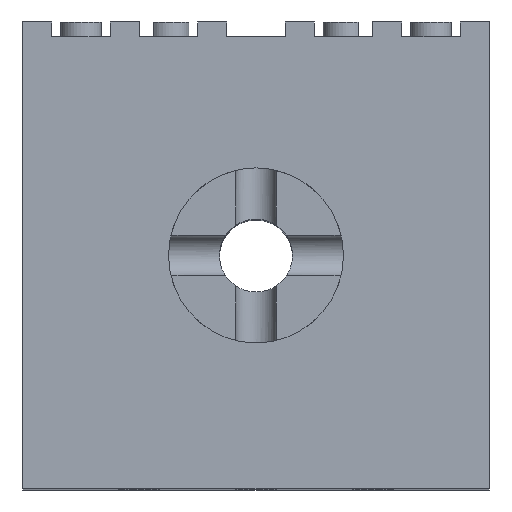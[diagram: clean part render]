
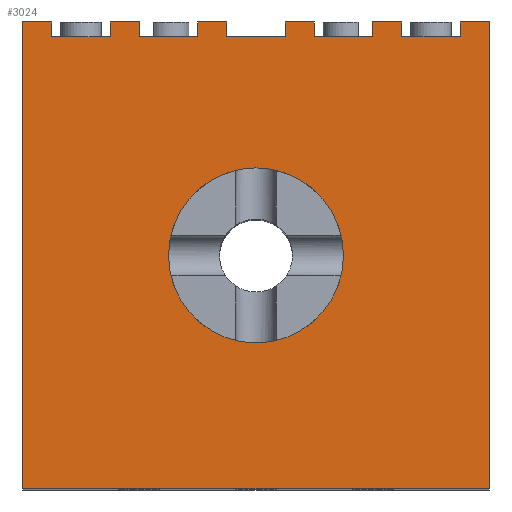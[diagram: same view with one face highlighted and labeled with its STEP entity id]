
A CAD part, top view. The second image highlights one B-rep face of the part: STEP entity #3024.
In plain terms, the highlighted planar face has unit normal (0, 0, 1).
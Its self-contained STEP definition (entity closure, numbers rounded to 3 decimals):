
#225=FACE_BOUND('',#506,.T.);
#298=PLANE('',#3246);
#362=FACE_OUTER_BOUND('',#505,.T.);
#505=EDGE_LOOP('',(#2175,#2176,#2177,#2178,#2179,#2180,#2181,#2182,#2183,
#2184,#2185,#2186,#2187,#2188,#2189,#2190,#2191,#2192,#2193,#2194,#2195,
#2196,#2197,#2198));
#506=EDGE_LOOP('',(#2199));
#676=CIRCLE('',#3247,6.);
#720=LINE('',#4538,#918);
#737=LINE('',#4581,#935);
#741=LINE('',#4589,#939);
#748=LINE('',#4626,#946);
#758=LINE('',#4650,#956);
#769=LINE('',#4674,#967);
#774=LINE('',#4698,#972);
#780=LINE('',#4710,#978);
#782=LINE('',#4713,#980);
#787=LINE('',#4737,#985);
#793=LINE('',#4749,#991);
#795=LINE('',#4752,#993);
#802=LINE('',#4809,#1000);
#803=LINE('',#4812,#1001);
#806=LINE('',#4826,#1004);
#811=LINE('',#4838,#1009);
#812=LINE('',#4842,#1010);
#814=LINE('',#4849,#1012);
#819=LINE('',#4858,#1017);
#821=LINE('',#4861,#1019);
#822=LINE('',#4869,#1020);
#823=LINE('',#4871,#1021);
#824=LINE('',#4873,#1022);
#825=LINE('',#4874,#1023);
#918=VECTOR('',#3542,10.);
#935=VECTOR('',#3573,10.);
#939=VECTOR('',#3583,10.);
#946=VECTOR('',#3620,10.);
#956=VECTOR('',#3640,10.);
#967=VECTOR('',#3661,10.);
#972=VECTOR('',#3686,10.);
#978=VECTOR('',#3694,10.);
#980=VECTOR('',#3698,10.);
#985=VECTOR('',#3723,10.);
#991=VECTOR('',#3731,10.);
#993=VECTOR('',#3735,10.);
#1000=VECTOR('',#3806,10.);
#1001=VECTOR('',#3809,10.);
#1004=VECTOR('',#3828,10.);
#1009=VECTOR('',#3841,10.);
#1010=VECTOR('',#3848,10.);
#1012=VECTOR('',#3856,10.);
#1017=VECTOR('',#3863,10.);
#1019=VECTOR('',#3867,10.);
#1020=VECTOR('',#3876,10.);
#1021=VECTOR('',#3877,10.);
#1022=VECTOR('',#3878,10.);
#1023=VECTOR('',#3879,10.);
#1120=VERTEX_POINT('',#4535);
#1121=VERTEX_POINT('',#4537);
#1138=VERTEX_POINT('',#4577);
#1140=VERTEX_POINT('',#4580);
#1155=VERTEX_POINT('',#4623);
#1156=VERTEX_POINT('',#4625);
#1165=VERTEX_POINT('',#4648);
#1173=VERTEX_POINT('',#4671);
#1180=VERTEX_POINT('',#4694);
#1182=VERTEX_POINT('',#4697);
#1185=VERTEX_POINT('',#4704);
#1187=VERTEX_POINT('',#4708);
#1194=VERTEX_POINT('',#4733);
#1196=VERTEX_POINT('',#4736);
#1199=VERTEX_POINT('',#4743);
#1201=VERTEX_POINT('',#4747);
#1219=VERTEX_POINT('',#4807);
#1220=VERTEX_POINT('',#4811);
#1223=VERTEX_POINT('',#4825);
#1226=VERTEX_POINT('',#4836);
#1228=VERTEX_POINT('',#4848);
#1231=VERTEX_POINT('',#4856);
#1235=VERTEX_POINT('',#4870);
#1236=VERTEX_POINT('',#4872);
#1237=VERTEX_POINT('',#4875);
#1424=EDGE_CURVE('',#1121,#1120,#720,.T.);
#1443=EDGE_CURVE('',#1140,#1138,#737,.T.);
#1449=EDGE_CURVE('',#1120,#1140,#741,.T.);
#1468=EDGE_CURVE('',#1156,#1155,#748,.T.);
#1481=EDGE_CURVE('',#1155,#1165,#758,.T.);
#1493=EDGE_CURVE('',#1173,#1156,#769,.T.);
#1504=EDGE_CURVE('',#1182,#1180,#774,.T.);
#1510=EDGE_CURVE('',#1185,#1187,#780,.T.);
#1512=EDGE_CURVE('',#1187,#1182,#782,.T.);
#1523=EDGE_CURVE('',#1196,#1194,#787,.T.);
#1529=EDGE_CURVE('',#1199,#1201,#793,.T.);
#1531=EDGE_CURVE('',#1201,#1196,#795,.T.);
#1562=EDGE_CURVE('',#1180,#1219,#802,.T.);
#1563=EDGE_CURVE('',#1220,#1173,#803,.T.);
#1568=EDGE_CURVE('',#1223,#1199,#806,.T.);
#1573=EDGE_CURVE('',#1138,#1226,#811,.T.);
#1575=EDGE_CURVE('',#1194,#1121,#812,.T.);
#1579=EDGE_CURVE('',#1228,#1220,#814,.T.);
#1584=EDGE_CURVE('',#1226,#1231,#819,.T.);
#1586=EDGE_CURVE('',#1231,#1228,#821,.T.);
#1590=EDGE_CURVE('',#1165,#1185,#822,.T.);
#1591=EDGE_CURVE('',#1219,#1235,#823,.T.);
#1592=EDGE_CURVE('',#1235,#1236,#824,.T.);
#1593=EDGE_CURVE('',#1236,#1223,#825,.T.);
#1594=EDGE_CURVE('',#1237,#1237,#676,.T.);
#2175=ORIENTED_EDGE('',*,*,#1443,.T.);
#2176=ORIENTED_EDGE('',*,*,#1573,.T.);
#2177=ORIENTED_EDGE('',*,*,#1584,.T.);
#2178=ORIENTED_EDGE('',*,*,#1586,.T.);
#2179=ORIENTED_EDGE('',*,*,#1579,.T.);
#2180=ORIENTED_EDGE('',*,*,#1563,.T.);
#2181=ORIENTED_EDGE('',*,*,#1493,.T.);
#2182=ORIENTED_EDGE('',*,*,#1468,.T.);
#2183=ORIENTED_EDGE('',*,*,#1481,.T.);
#2184=ORIENTED_EDGE('',*,*,#1590,.T.);
#2185=ORIENTED_EDGE('',*,*,#1510,.T.);
#2186=ORIENTED_EDGE('',*,*,#1512,.T.);
#2187=ORIENTED_EDGE('',*,*,#1504,.T.);
#2188=ORIENTED_EDGE('',*,*,#1562,.T.);
#2189=ORIENTED_EDGE('',*,*,#1591,.T.);
#2190=ORIENTED_EDGE('',*,*,#1592,.T.);
#2191=ORIENTED_EDGE('',*,*,#1593,.T.);
#2192=ORIENTED_EDGE('',*,*,#1568,.T.);
#2193=ORIENTED_EDGE('',*,*,#1529,.T.);
#2194=ORIENTED_EDGE('',*,*,#1531,.T.);
#2195=ORIENTED_EDGE('',*,*,#1523,.T.);
#2196=ORIENTED_EDGE('',*,*,#1575,.T.);
#2197=ORIENTED_EDGE('',*,*,#1424,.T.);
#2198=ORIENTED_EDGE('',*,*,#1449,.T.);
#2199=ORIENTED_EDGE('',*,*,#1594,.T.);
#3024=ADVANCED_FACE('',(#362,#225),#298,.T.);
#3246=AXIS2_PLACEMENT_3D('',#4868,#3874,#3875);
#3247=AXIS2_PLACEMENT_3D('',#4876,#3880,#3881);
#3542=DIRECTION('',(0.,-1.,0.));
#3573=DIRECTION('',(0.,1.,0.));
#3583=DIRECTION('',(-1.,0.,0.));
#3620=DIRECTION('',(-1.,0.,0.));
#3640=DIRECTION('',(0.,1.,0.));
#3661=DIRECTION('',(0.,-1.,0.));
#3686=DIRECTION('',(0.,1.,0.));
#3694=DIRECTION('',(0.,-1.,0.));
#3698=DIRECTION('',(-1.,0.,0.));
#3723=DIRECTION('',(0.,1.,0.));
#3731=DIRECTION('',(0.,-1.,0.));
#3735=DIRECTION('',(-1.,0.,0.));
#3806=DIRECTION('',(-1.,0.,0.));
#3809=DIRECTION('',(-1.,0.,0.));
#3828=DIRECTION('',(-1.,0.,0.));
#3841=DIRECTION('',(-1.,0.,0.));
#3848=DIRECTION('',(-1.,0.,0.));
#3856=DIRECTION('',(0.,1.,0.));
#3863=DIRECTION('',(0.,-1.,0.));
#3867=DIRECTION('',(-1.,0.,0.));
#3874=DIRECTION('center_axis',(0.,0.,1.));
#3875=DIRECTION('ref_axis',(1.,0.,0.));
#3876=DIRECTION('',(-1.,0.,0.));
#3877=DIRECTION('',(0.,-1.,0.));
#3878=DIRECTION('',(1.,0.,0.));
#3879=DIRECTION('',(0.,1.,0.));
#3880=DIRECTION('center_axis',(0.,0.,-1.));
#3881=DIRECTION('ref_axis',(-1.,0.,0.));
#4535=CARTESIAN_POINT('',(8.,15.,48.));
#4537=CARTESIAN_POINT('',(8.,16.,48.));
#4538=CARTESIAN_POINT('',(8.,8.,48.));
#4577=CARTESIAN_POINT('',(4.,16.,48.));
#4580=CARTESIAN_POINT('',(4.,15.,48.));
#4581=CARTESIAN_POINT('',(4.,8.,48.));
#4589=CARTESIAN_POINT('',(3.,15.,48.));
#4623=CARTESIAN_POINT('',(-8.,15.,48.));
#4625=CARTESIAN_POINT('',(-4.,15.,48.));
#4626=CARTESIAN_POINT('',(-3.,15.,48.));
#4648=CARTESIAN_POINT('',(-8.,16.,48.));
#4650=CARTESIAN_POINT('',(-8.,8.,48.));
#4671=CARTESIAN_POINT('',(-4.,16.,48.));
#4674=CARTESIAN_POINT('',(-4.,8.,48.));
#4694=CARTESIAN_POINT('',(-14.,16.,48.));
#4697=CARTESIAN_POINT('',(-14.,15.,48.));
#4698=CARTESIAN_POINT('',(-14.,8.,48.));
#4704=CARTESIAN_POINT('',(-10.,16.,48.));
#4708=CARTESIAN_POINT('',(-10.,15.,48.));
#4710=CARTESIAN_POINT('',(-10.,8.,48.));
#4713=CARTESIAN_POINT('',(-6.,15.,48.));
#4733=CARTESIAN_POINT('',(10.,16.,48.));
#4736=CARTESIAN_POINT('',(10.,15.,48.));
#4737=CARTESIAN_POINT('',(10.,8.,48.));
#4743=CARTESIAN_POINT('',(14.,16.,48.));
#4747=CARTESIAN_POINT('',(14.,15.,48.));
#4749=CARTESIAN_POINT('',(14.,8.,48.));
#4752=CARTESIAN_POINT('',(6.,15.,48.));
#4807=CARTESIAN_POINT('',(-16.,16.,48.));
#4809=CARTESIAN_POINT('',(-16.,16.,48.));
#4811=CARTESIAN_POINT('',(-2.,16.,48.));
#4812=CARTESIAN_POINT('',(-16.,16.,48.));
#4825=CARTESIAN_POINT('',(16.,16.,48.));
#4826=CARTESIAN_POINT('',(-16.,16.,48.));
#4836=CARTESIAN_POINT('',(2.,16.,48.));
#4838=CARTESIAN_POINT('',(-16.,16.,48.));
#4842=CARTESIAN_POINT('',(-16.,16.,48.));
#4848=CARTESIAN_POINT('',(-2.,15.,48.));
#4849=CARTESIAN_POINT('',(-2.,8.,48.));
#4856=CARTESIAN_POINT('',(2.,15.,48.));
#4858=CARTESIAN_POINT('',(2.,8.,48.));
#4861=CARTESIAN_POINT('',(0.,15.,48.));
#4868=CARTESIAN_POINT('Origin',(0.,0.,48.));
#4869=CARTESIAN_POINT('',(-16.,16.,48.));
#4870=CARTESIAN_POINT('',(-16.,-16.,48.));
#4871=CARTESIAN_POINT('',(-16.,-16.,48.));
#4872=CARTESIAN_POINT('',(16.,-16.,48.));
#4873=CARTESIAN_POINT('',(16.,-16.,48.));
#4874=CARTESIAN_POINT('',(16.,16.,48.));
#4875=CARTESIAN_POINT('',(6.,0.,48.));
#4876=CARTESIAN_POINT('Origin',(0.,0.,48.));
